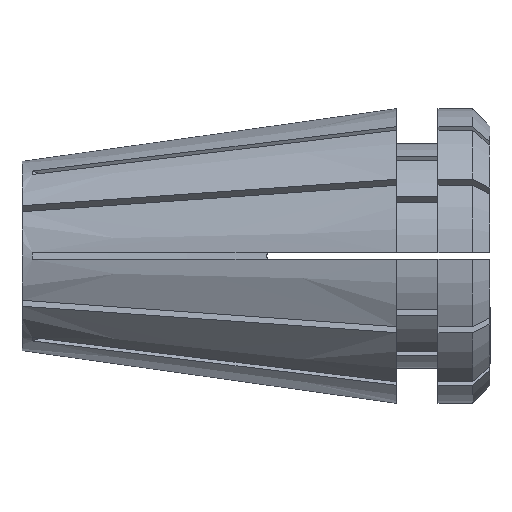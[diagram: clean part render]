
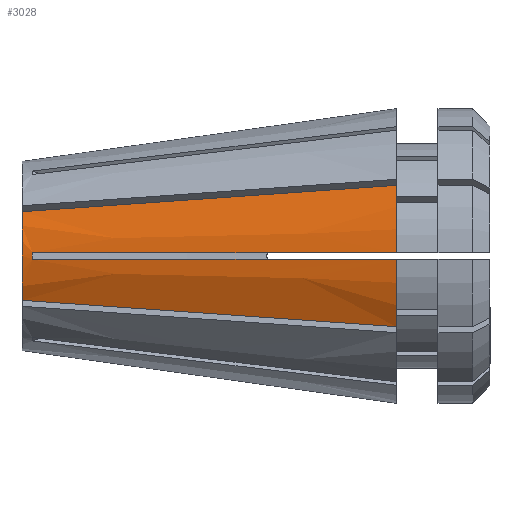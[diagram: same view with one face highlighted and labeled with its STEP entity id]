
A CAD part, front view. The second image highlights one B-rep face of the part: STEP entity #3028.
In plain terms, the highlighted conical face has half-angle 8 degrees and reference radius 4.25 mm.
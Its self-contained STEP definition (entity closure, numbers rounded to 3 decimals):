
#6 = CARTESIAN_POINT ( 'NONE',  ( 10.8, 0., 0. ) ) ;
#43 = EDGE_CURVE ( 'NONE', #710, #3121, #2046, .T. ) ;
#56 = CARTESIAN_POINT ( 'NONE',  ( 0., 0., 0. ) ) ;
#84 = CARTESIAN_POINT ( 'NONE',  ( 0.588, -2.813, -0.1 ) ) ;
#157 = VERTEX_POINT ( 'NONE', #625 ) ;
#307 = EDGE_CURVE ( 'NONE', #2122, #2853, #607, .T. ) ;
#366 = DIRECTION ( 'NONE',  ( 0., 0., 1. ) ) ;
#409 = DIRECTION ( 'NONE',  ( 0., 0., 1. ) ) ;
#442 = CARTESIAN_POINT ( 'NONE',  ( 0.303, -2.773, -0.1 ) ) ;
#503 = B_SPLINE_CURVE_WITH_KNOTS ( 'NONE', 3,
 ( #2132, #3214, #1438, #3934, #1798, #4284, #2146 ),
 .UNSPECIFIED., .F., .F.,
 ( 4, 3, 4 ),
 ( 0., 0.005, 0.011 ),
 .UNSPECIFIED. ) ;
#555 = DIRECTION ( 'NONE',  ( 1., 0., 0. ) ) ;
#607 = B_SPLINE_CURVE_WITH_KNOTS ( 'NONE', 3,
 ( #1199, #827, #2966, #1545, #4038, #1907, #4401 ),
 .UNSPECIFIED., .F., .F.,
 ( 4, 3, 4 ),
 ( 0., 0.005, 0.011 ),
 .UNSPECIFIED. ) ;
#625 = CARTESIAN_POINT ( 'NONE',  ( 10.8, -3.73, -2.038 ) ) ;
#636 = EDGE_CURVE ( 'NONE', #157, #710, #4014, .T. ) ;
#710 = VERTEX_POINT ( 'NONE', #3963 ) ;
#737 = CARTESIAN_POINT ( 'NONE',  ( 7.444, -3.777, 0.1 ) ) ;
#827 = CARTESIAN_POINT ( 'NONE',  ( 1.583, -2.608, 1.39 ) ) ;
#1039 = VERTEX_POINT ( 'NONE', #4479 ) ;
#1110 = CARTESIAN_POINT ( 'NONE',  ( 10.8, -4.249, 0.1 ) ) ;
#1173 = CARTESIAN_POINT ( 'NONE',  ( 0.299, -2.775, 0.033 ) ) ;
#1199 = CARTESIAN_POINT ( 'NONE',  ( 0., -2.415, 1.279 ) ) ;
#1386 = EDGE_CURVE ( 'NONE', #2846, #157, #503, .T. ) ;
#1427 = EDGE_LOOP ( 'NONE', ( #1576, #1538, #2815, #4382, #3800, #2119, #3647, #3908 ) ) ;
#1438 = CARTESIAN_POINT ( 'NONE',  ( 3.167, -2.801, -1.501 ) ) ;
#1461 = CARTESIAN_POINT ( 'NONE',  ( 4.087, -3.305, 0.1 ) ) ;
#1538 = ORIENTED_EDGE ( 'NONE', *, *, #1386, .T. ) ;
#1545 = CARTESIAN_POINT ( 'NONE',  ( 4.75, -2.993, 1.613 ) ) ;
#1576 = ORIENTED_EDGE ( 'NONE', *, *, #2413, .F. ) ;
#1598 = B_SPLINE_CURVE_WITH_KNOTS ( 'NONE', 3,
 ( #1110, #737, #1461, #3957, #1823, #4309, #2168 ),
 .UNSPECIFIED., .F., .F.,
 ( 4, 3, 4 ),
 ( 0.015, 0.025, 0.025 ),
 .UNSPECIFIED. ) ;
#1798 = CARTESIAN_POINT ( 'NONE',  ( 6.767, -3.239, -1.754 ) ) ;
#1821 = AXIS2_PLACEMENT_3D ( 'NONE', #2016, #4528, #2366 ) ;
#1823 = CARTESIAN_POINT ( 'NONE',  ( 0.588, -2.813, 0.1 ) ) ;
#1907 = CARTESIAN_POINT ( 'NONE',  ( 8.783, -3.484, 1.896 ) ) ;
#2000 = DIRECTION ( 'NONE',  ( 0., 0., -1. ) ) ;
#2016 = CARTESIAN_POINT ( 'NONE',  ( 10.8, 0., 0. ) ) ;
#2046 = B_SPLINE_CURVE_WITH_KNOTS ( 'NONE', 3,
 ( #2984, #4293, #4381, #2230, #84, #2584, #442 ),
 .UNSPECIFIED., .F., .F.,
 ( 4, 3, 4 ),
 ( 0.015, 0.025, 0.025 ),
 .UNSPECIFIED. ) ;
#2056 = AXIS2_PLACEMENT_3D ( 'NONE', #56, #2548, #409 ) ;
#2119 = ORIENTED_EDGE ( 'NONE', *, *, #4297, .F. ) ;
#2122 = VERTEX_POINT ( 'NONE', #4290 ) ;
#2132 = CARTESIAN_POINT ( 'NONE',  ( 0., -2.415, -1.279 ) ) ;
#2146 = CARTESIAN_POINT ( 'NONE',  ( 10.8, -3.73, -2.038 ) ) ;
#2168 = CARTESIAN_POINT ( 'NONE',  ( 0.303, -2.773, 0.1 ) ) ;
#2208 = CARTESIAN_POINT ( 'NONE',  ( 0.303, -2.773, -0.1 ) ) ;
#2230 = CARTESIAN_POINT ( 'NONE',  ( 0.731, -2.833, -0.1 ) ) ;
#2366 = DIRECTION ( 'NONE',  ( 0., 0., 1. ) ) ;
#2413 = EDGE_CURVE ( 'NONE', #2846, #2122, #3672, .T. ) ;
#2502 = DIRECTION ( 'NONE',  ( -1., 0., 0. ) ) ;
#2548 = DIRECTION ( 'NONE',  ( -1., 0., 0. ) ) ;
#2561 = CARTESIAN_POINT ( 'NONE',  ( 0.299, -2.775, -0.033 ) ) ;
#2584 = CARTESIAN_POINT ( 'NONE',  ( 0.445, -2.793, -0.1 ) ) ;
#2719 = FACE_OUTER_BOUND ( 'NONE', #1427, .T. ) ;
#2815 = ORIENTED_EDGE ( 'NONE', *, *, #636, .T. ) ;
#2834 = AXIS2_PLACEMENT_3D ( 'NONE', #3077, #555, #2000 ) ;
#2846 = VERTEX_POINT ( 'NONE', #4470 ) ;
#2853 = VERTEX_POINT ( 'NONE', #3043 ) ;
#2966 = CARTESIAN_POINT ( 'NONE',  ( 3.167, -2.801, 1.501 ) ) ;
#2984 = CARTESIAN_POINT ( 'NONE',  ( 10.8, -4.249, -0.1 ) ) ;
#3028 = ADVANCED_FACE ( 'NONE', ( #2719 ), #3220, .T. ) ;
#3043 = CARTESIAN_POINT ( 'NONE',  ( 10.8, -3.73, 2.038 ) ) ;
#3077 = CARTESIAN_POINT ( 'NONE',  ( 10.8, 0., 0. ) ) ;
#3121 = VERTEX_POINT ( 'NONE', #4585 ) ;
#3214 = CARTESIAN_POINT ( 'NONE',  ( 1.583, -2.608, -1.39 ) ) ;
#3220 = CONICAL_SURFACE ( 'NONE', #2834, 4.25, 0.14 ) ;
#3332 = B_SPLINE_CURVE_WITH_KNOTS ( 'NONE', 3,
 ( #2208, #2561, #1173, #3656 ),
 .UNSPECIFIED., .F., .F.,
 ( 4, 4 ),
 ( 0., 0. ),
 .UNSPECIFIED. ) ;
#3483 = CIRCLE ( 'NONE', #4001, 4.25 ) ;
#3647 = ORIENTED_EDGE ( 'NONE', *, *, #3977, .T. ) ;
#3656 = CARTESIAN_POINT ( 'NONE',  ( 0.303, -2.773, 0.1 ) ) ;
#3672 = CIRCLE ( 'NONE', #2056, 2.732 ) ;
#3800 = ORIENTED_EDGE ( 'NONE', *, *, #4390, .T. ) ;
#3908 = ORIENTED_EDGE ( 'NONE', *, *, #307, .F. ) ;
#3934 = CARTESIAN_POINT ( 'NONE',  ( 4.75, -2.993, -1.613 ) ) ;
#3957 = CARTESIAN_POINT ( 'NONE',  ( 0.731, -2.833, 0.1 ) ) ;
#3963 = CARTESIAN_POINT ( 'NONE',  ( 10.8, -4.249, -0.1 ) ) ;
#3977 = EDGE_CURVE ( 'NONE', #4604, #2853, #3483, .T. ) ;
#4001 = AXIS2_PLACEMENT_3D ( 'NONE', #6, #2502, #366 ) ;
#4014 = CIRCLE ( 'NONE', #1821, 4.25 ) ;
#4038 = CARTESIAN_POINT ( 'NONE',  ( 6.767, -3.239, 1.754 ) ) ;
#4133 = CARTESIAN_POINT ( 'NONE',  ( 10.8, -4.249, 0.1 ) ) ;
#4284 = CARTESIAN_POINT ( 'NONE',  ( 8.783, -3.484, -1.896 ) ) ;
#4290 = CARTESIAN_POINT ( 'NONE',  ( 0., -2.415, 1.279 ) ) ;
#4293 = CARTESIAN_POINT ( 'NONE',  ( 7.444, -3.777, -0.1 ) ) ;
#4297 = EDGE_CURVE ( 'NONE', #4604, #1039, #1598, .T. ) ;
#4309 = CARTESIAN_POINT ( 'NONE',  ( 0.445, -2.793, 0.1 ) ) ;
#4381 = CARTESIAN_POINT ( 'NONE',  ( 4.087, -3.305, -0.1 ) ) ;
#4382 = ORIENTED_EDGE ( 'NONE', *, *, #43, .T. ) ;
#4390 = EDGE_CURVE ( 'NONE', #3121, #1039, #3332, .T. ) ;
#4401 = CARTESIAN_POINT ( 'NONE',  ( 10.8, -3.73, 2.038 ) ) ;
#4470 = CARTESIAN_POINT ( 'NONE',  ( 0., -2.415, -1.279 ) ) ;
#4479 = CARTESIAN_POINT ( 'NONE',  ( 0.303, -2.773, 0.1 ) ) ;
#4528 = DIRECTION ( 'NONE',  ( -1., 0., 0. ) ) ;
#4585 = CARTESIAN_POINT ( 'NONE',  ( 0.303, -2.773, -0.1 ) ) ;
#4604 = VERTEX_POINT ( 'NONE', #4133 ) ;
